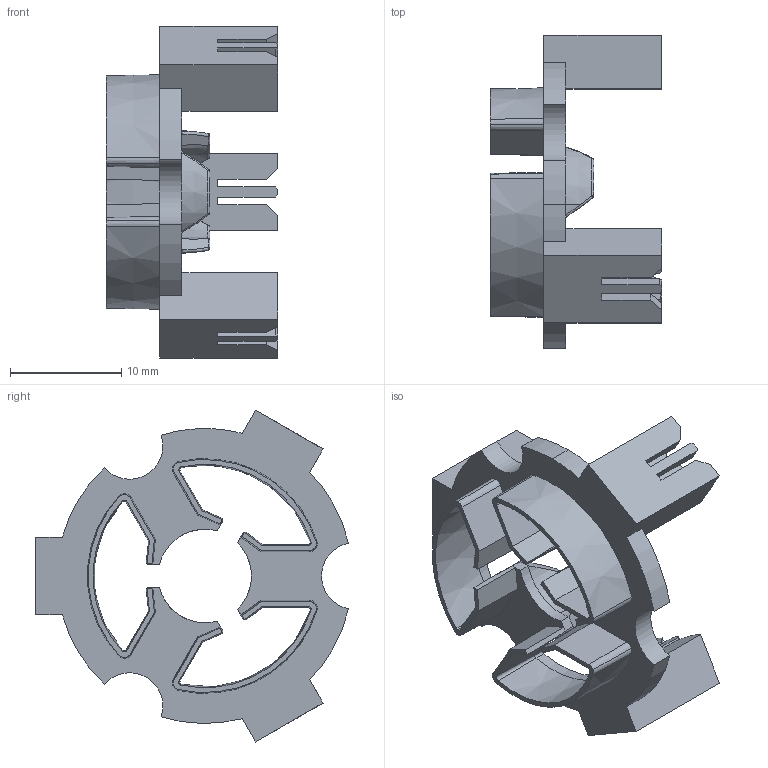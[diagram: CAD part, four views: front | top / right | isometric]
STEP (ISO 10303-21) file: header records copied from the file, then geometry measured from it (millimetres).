
FILE_DESCRIPTION (( 'STEP AP203' ), '1' );
FILE_NAME ('电机绕线骨架2-带接线头-A型-方案3.STEP', '2021-05-07T02:26:24', ( '' ), ( '' ), 'SwSTEP 2.0', 'SolidWorks 2021', '' );
FILE_SCHEMA (( 'CONFIG_CONTROL_DESIGN' ));
Length unit declared in the file: millimetre
Products named in the file (1): 电机绕线骨架2-带接线头-A型-方案3
Bounding box: 15.4 x 28.12 x 29.83 mm (x, y, z)
Volume: 1403.8 mm3; surface area: 3063.6 mm2
Topology: 1 solids, 1 shells, 350 faces, 967 edges, 625 vertices
Faces by surface type: plane 200, cylinder 62, cone 47, torus 21, bspline 12, sphere 8
Entity records: 11653 total; most frequent: CARTESIAN_POINT 2730, ORIENTED_EDGE 1934, DIRECTION 1773, EDGE_CURVE 967, LINE 637, VECTOR 637, VERTEX_POINT 625, AXIS2_PLACEMENT_3D 568
